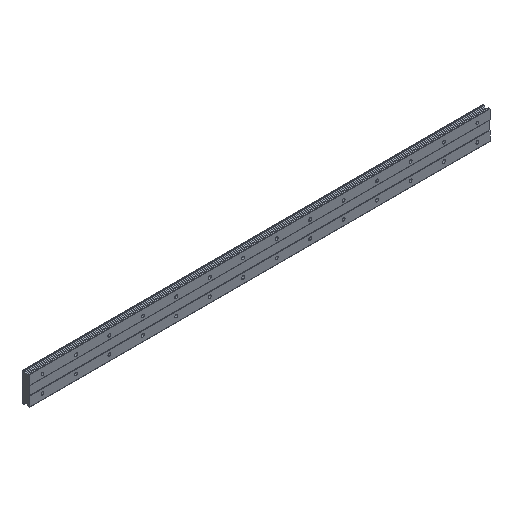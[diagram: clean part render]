
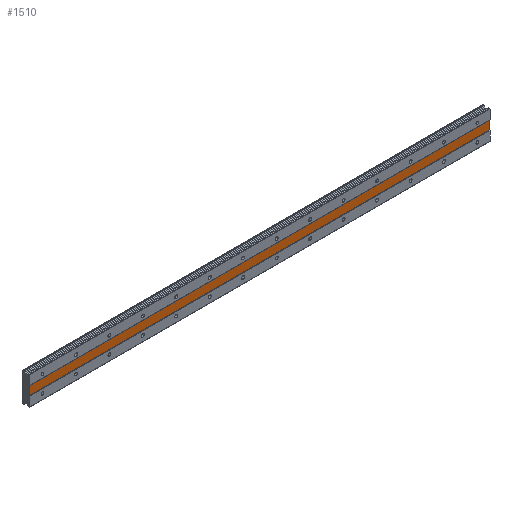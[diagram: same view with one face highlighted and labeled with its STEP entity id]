
A CAD part, isometric view. The second image highlights one B-rep face of the part: STEP entity #1510.
In plain terms, the highlighted planar face has unit normal (0, -1, 0).
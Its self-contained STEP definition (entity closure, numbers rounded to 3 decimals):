
#193 = VERTEX_POINT ( 'NONE', #1543 ) ;
#366 = ORIENTED_EDGE ( 'NONE', *, *, #2916, .T. ) ;
#528 = FACE_OUTER_BOUND ( 'NONE', #4786, .T. ) ;
#646 = CARTESIAN_POINT ( 'NONE',  ( 1070., 1., 10. ) ) ;
#805 = LINE ( 'NONE', #3254, #4253 ) ;
#1265 = EDGE_CURVE ( 'NONE', #5121, #1534, #2169, .T. ) ;
#1266 = EDGE_CURVE ( 'NONE', #193, #2830, #2142, .T. ) ;
#1510 = ADVANCED_FACE ( 'NONE', ( #528 ), #4382, .F. ) ;
#1534 = VERTEX_POINT ( 'NONE', #5366 ) ;
#1543 = CARTESIAN_POINT ( 'NONE',  ( 1070., 1., 10. ) ) ;
#1731 = CARTESIAN_POINT ( 'NONE',  ( 1070., 1., -10. ) ) ;
#1732 = CARTESIAN_POINT ( 'NONE',  ( 1070., 1., 34.482 ) ) ;
#1998 = DIRECTION ( 'NONE',  ( 1., 0., 0. ) ) ;
#2142 = LINE ( 'NONE', #1732, #2911 ) ;
#2169 = LINE ( 'NONE', #3597, #4416 ) ;
#2207 = CARTESIAN_POINT ( 'NONE',  ( -30., 1., 10. ) ) ;
#2220 = ORIENTED_EDGE ( 'NONE', *, *, #3004, .F. ) ;
#2830 = VERTEX_POINT ( 'NONE', #1731 ) ;
#2911 = VECTOR ( 'NONE', #3401, 1000. ) ;
#2916 = EDGE_CURVE ( 'NONE', #1534, #2830, #805, .T. ) ;
#3004 = EDGE_CURVE ( 'NONE', #5121, #193, #4688, .T. ) ;
#3188 = DIRECTION ( 'NONE',  ( 0., 0., 1. ) ) ;
#3254 = CARTESIAN_POINT ( 'NONE',  ( 1070., 1., -10. ) ) ;
#3401 = DIRECTION ( 'NONE',  ( 0., 0., -1. ) ) ;
#3441 = AXIS2_PLACEMENT_3D ( 'NONE', #646, #3965, #3188 ) ;
#3597 = CARTESIAN_POINT ( 'NONE',  ( -30., 1., 34.482 ) ) ;
#3664 = ORIENTED_EDGE ( 'NONE', *, *, #1265, .T. ) ;
#3749 = CARTESIAN_POINT ( 'NONE',  ( 1070., 1., 10. ) ) ;
#3803 = DIRECTION ( 'NONE',  ( 1., 0., 0. ) ) ;
#3965 = DIRECTION ( 'NONE',  ( 0., 1., 0. ) ) ;
#4196 = ORIENTED_EDGE ( 'NONE', *, *, #1266, .F. ) ;
#4253 = VECTOR ( 'NONE', #1998, 1000. ) ;
#4382 = PLANE ( 'NONE',  #3441 ) ;
#4416 = VECTOR ( 'NONE', #5106, 1000. ) ;
#4688 = LINE ( 'NONE', #3749, #5043 ) ;
#4786 = EDGE_LOOP ( 'NONE', ( #366, #4196, #2220, #3664 ) ) ;
#5043 = VECTOR ( 'NONE', #3803, 1000. ) ;
#5106 = DIRECTION ( 'NONE',  ( 0., 0., -1. ) ) ;
#5121 = VERTEX_POINT ( 'NONE', #2207 ) ;
#5366 = CARTESIAN_POINT ( 'NONE',  ( -30., 1., -10. ) ) ;
